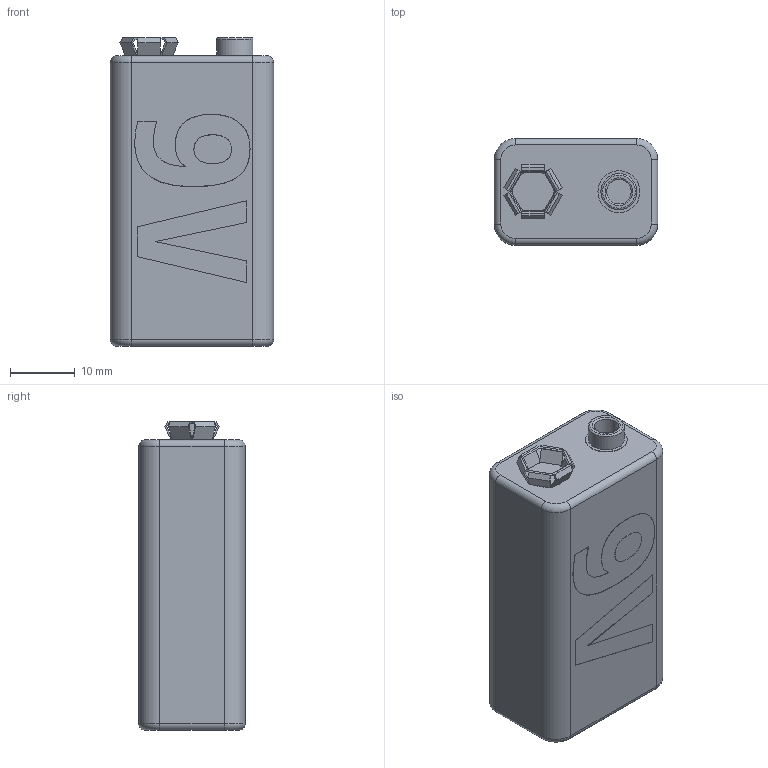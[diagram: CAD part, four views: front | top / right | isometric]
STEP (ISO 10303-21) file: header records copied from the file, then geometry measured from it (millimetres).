
FILE_DESCRIPTION(('FreeCAD Model'),'2;1');
FILE_NAME('Open CASCADE Shape Model','2022-11-14T22:00:00',(''),(''), 'Open CASCADE STEP processor 7.6','FreeCAD','Unknown');
FILE_SCHEMA(('AUTOMOTIVE_DESIGN { 1 0 10303 214 1 1 1 1 }'));
Length unit declared in the file: millimetre
Products named in the file (1): Cut001001
Bounding box: 25.3 x 16.5 x 47.8 mm (x, y, z)
Volume: 18382.7 mm3; surface area: 4512.6 mm2
Topology: 1 solids, 1 shells, 172 faces, 474 edges, 302 vertices
Faces by surface type: plane 98, extrusion 48, cylinder 16, torus 10
Full cylindrical faces by diameter (mm): 3.8 x1, 5.6 x1, 6.5 x2
Entity records: 14030 total; most frequent: CARTESIAN_POINT 4569, DIRECTION 1436, VECTOR 1042, LINE 994, ORIENTED_EDGE 948, PCURVE 948, DEFINITIONAL_REPRESENTATION 948, EDGE_CURVE 474
